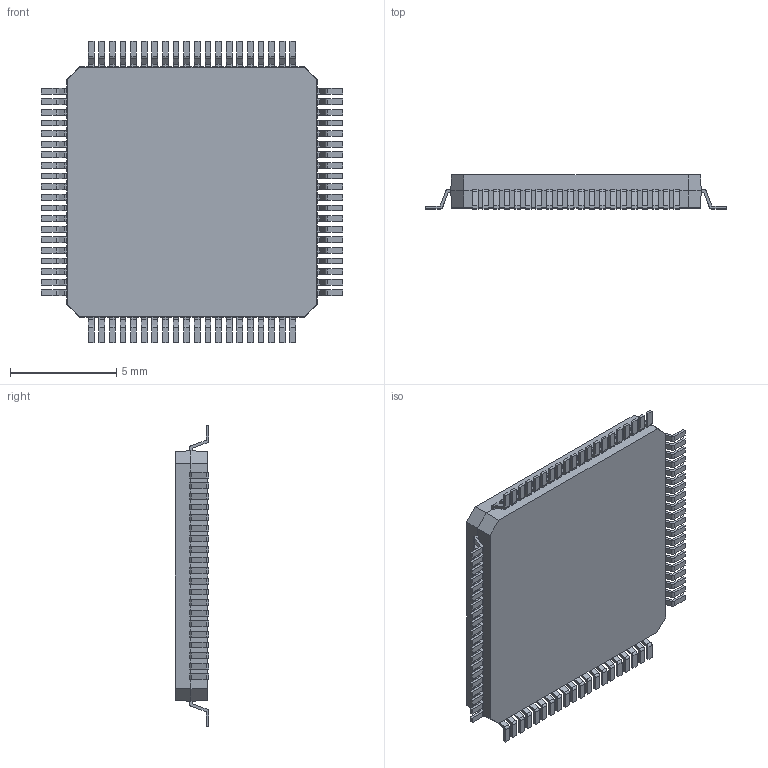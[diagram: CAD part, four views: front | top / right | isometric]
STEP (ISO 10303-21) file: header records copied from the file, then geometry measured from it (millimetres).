
FILE_DESCRIPTION (( 'STEP AP214' ), '1' );
FILE_NAME ('User Library-QFP50P1400X1400X160-80N.STEP', '2016-02-07T18:23:58', ( 'Windows User' ), ( '' ), 'SwSTEP 2.0', 'SolidWorks 2016', '' );
FILE_SCHEMA (( 'AUTOMOTIVE_DESIGN' ));
Length unit declared in the file: millimetre
Products named in the file (1): User Library-QFP50P1400X1400X160-80N
Bounding box: 14.2 x 1.6 x 14.2 mm (x, y, z)
Volume: 218 mm3; surface area: 456.3 mm2
Topology: 1 solids, 1 shells, 1064 faces, 3115 edges, 2074 vertices
Faces by surface type: plane 821, cylinder 162, bspline 81
Entity records: 39974 total; most frequent: CARTESIAN_POINT 11647, ORIENTED_EDGE 6230, DIRECTION 5245, EDGE_CURVE 3115, LINE 2629, VECTOR 2629, VERTEX_POINT 2074, AXIS2_PLACEMENT_3D 1308
